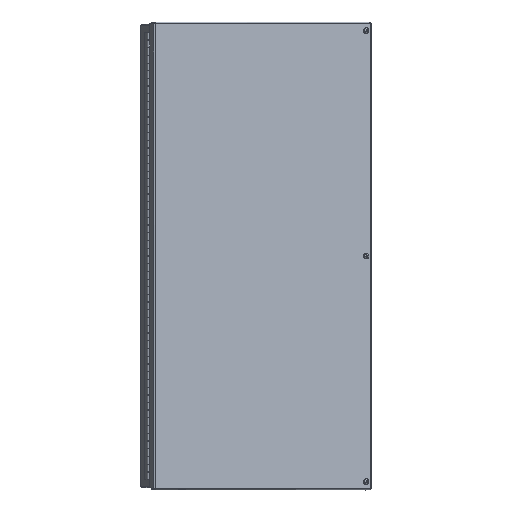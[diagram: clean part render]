
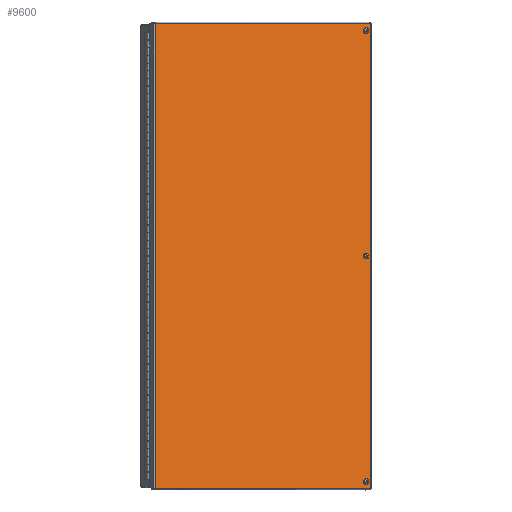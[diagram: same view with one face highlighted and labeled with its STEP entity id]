
A CAD part, top view. The second image highlights one B-rep face of the part: STEP entity #9600.
In plain terms, the highlighted face is planar.
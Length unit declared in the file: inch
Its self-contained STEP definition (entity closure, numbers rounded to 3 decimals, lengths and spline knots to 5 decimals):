
#258=PLANE($,#10167);
#609=LINE($,#13854,#1501);
#627=LINE($,#13960,#1519);
#643=LINE($,#14062,#1535);
#659=LINE($,#14163,#1551);
#1501=VECTOR($,#11210,30.1333);
#1519=VECTOR($,#11242,16.1333);
#1535=VECTOR($,#11272,30.1333);
#1551=VECTOR($,#11302,16.1333);
#2322=FACE_BOUND($,#3144,.T.);
#2323=FACE_BOUND($,#3145,.T.);
#2324=FACE_BOUND($,#3146,.T.);
#2325=FACE_BOUND($,#3147,.T.);
#3144=EDGE_LOOP($,(#6674));
#3145=EDGE_LOOP($,(#6675));
#3146=EDGE_LOOP($,(#6676));
#3147=EDGE_LOOP($,(#6677,#6678,#6679,#6680));
#3795=CIRCLE($,#10132,0.14063);
#3797=CIRCLE($,#10135,0.14063);
#3799=CIRCLE($,#10138,0.14063);
#4167=VERTEX_POINT($,#13829);
#4169=VERTEX_POINT($,#13834);
#4171=VERTEX_POINT($,#13839);
#4174=VERTEX_POINT($,#13845);
#4175=VERTEX_POINT($,#13853);
#4188=VERTEX_POINT($,#13952);
#4199=VERTEX_POINT($,#14054);
#5103=EDGE_CURVE($,#4167,#4167,#3795,.T.);
#5105=EDGE_CURVE($,#4169,#4169,#3797,.T.);
#5107=EDGE_CURVE($,#4171,#4171,#3799,.T.);
#5110=EDGE_CURVE($,#4175,#4174,#609,.T.);
#5132=EDGE_CURVE($,#4174,#4188,#627,.T.);
#5152=EDGE_CURVE($,#4188,#4199,#643,.T.);
#5172=EDGE_CURVE($,#4199,#4175,#659,.T.);
#6674=ORIENTED_EDGE($,*,*,#5103,.T.);
#6675=ORIENTED_EDGE($,*,*,#5105,.T.);
#6676=ORIENTED_EDGE($,*,*,#5107,.T.);
#6677=ORIENTED_EDGE($,*,*,#5110,.T.);
#6678=ORIENTED_EDGE($,*,*,#5132,.T.);
#6679=ORIENTED_EDGE($,*,*,#5152,.T.);
#6680=ORIENTED_EDGE($,*,*,#5172,.T.);
#9600=ADVANCED_FACE($,(#2322,#2323,#2324,#2325),#258,.T.);
#10132=AXIS2_PLACEMENT_3D($,#13830,#11193,#11194);
#10135=AXIS2_PLACEMENT_3D($,#13835,#11199,#11200);
#10138=AXIS2_PLACEMENT_3D($,#13840,#11205,#11206);
#10167=AXIS2_PLACEMENT_3D($,#14249,#11327,#11328);
#11193=DIRECTION('center_axis',(0.,0.,-1.));
#11194=DIRECTION('ref_axis',(-1.,0.,0.));
#11199=DIRECTION('center_axis',(0.,0.,-1.));
#11200=DIRECTION('ref_axis',(-1.,0.,0.));
#11205=DIRECTION('center_axis',(0.,0.,-1.));
#11206=DIRECTION('ref_axis',(-1.,0.,0.));
#11210=DIRECTION($,(0.,1.,0.));
#11242=DIRECTION($,(-1.,0.,0.));
#11272=DIRECTION($,(0.,-1.,0.));
#11302=DIRECTION($,(1.,0.,0.));
#11327=DIRECTION('center_axis',(0.,0.,1.));
#11328=DIRECTION('ref_axis',(1.,0.,0.));
#13829=CARTESIAN_POINT('',(0.57812,0.54325,0.074));
#13830=CARTESIAN_POINT('Origin',(0.4375,0.54325,0.074));
#13834=CARTESIAN_POINT('',(0.57812,15.15625,0.074));
#13835=CARTESIAN_POINT('Origin',(0.4375,15.15625,0.074));
#13839=CARTESIAN_POINT('',(0.57812,29.76925,0.074));
#13840=CARTESIAN_POINT('Origin',(0.4375,29.76925,0.074));
#13845=CARTESIAN_POINT('',(16.2229,30.2229,0.074));
#13853=CARTESIAN_POINT('',(16.2229,0.0896,0.074));
#13854=CARTESIAN_POINT($,(16.2229,7.62293,0.074));
#13952=CARTESIAN_POINT('',(0.0896,30.2229,0.074));
#13960=CARTESIAN_POINT($,(12.18958,30.2229,0.074));
#14054=CARTESIAN_POINT('',(0.0896,0.0896,0.074));
#14062=CARTESIAN_POINT($,(0.0896,22.68958,0.074));
#14163=CARTESIAN_POINT($,(4.12293,0.0896,0.074));
#14249=CARTESIAN_POINT('Origin',(8.15625,15.15625,0.074));
